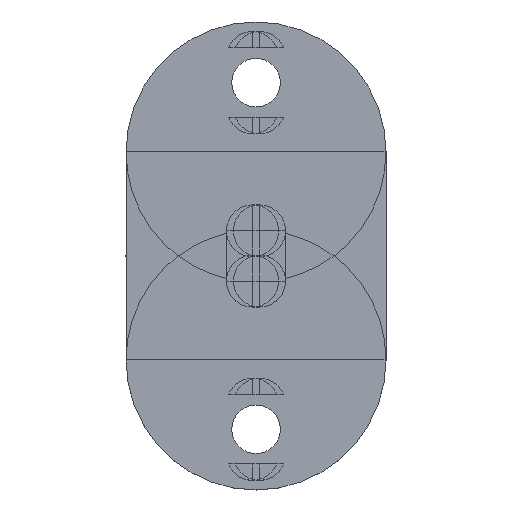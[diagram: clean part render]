
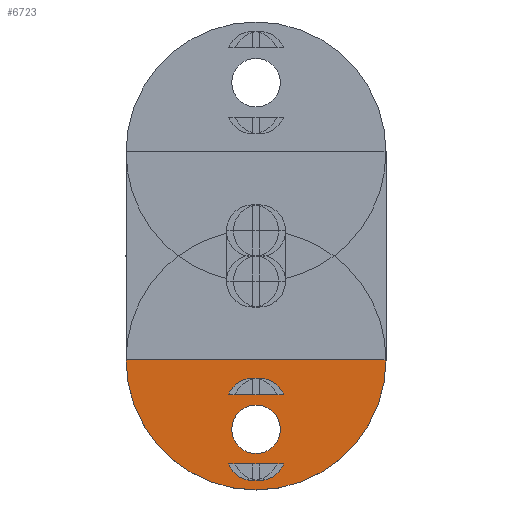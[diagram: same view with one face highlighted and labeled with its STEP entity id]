
A CAD part, top view. The second image highlights one B-rep face of the part: STEP entity #6723.
In plain terms, the highlighted planar face has unit normal (0, 0, 1).
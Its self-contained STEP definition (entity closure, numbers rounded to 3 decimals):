
#4097 = VERTEX_POINT('',#4098);
#4098 = CARTESIAN_POINT('',(-15.,-12.,110.));
#4299 = VERTEX_POINT('',#4300);
#4300 = CARTESIAN_POINT('',(15.,-12.,110.));
#6126 = EDGE_CURVE('',#4097,#4299,#6127,.T.);
#6127 = CIRCLE('',#6128,15.);
#6128 = AXIS2_PLACEMENT_3D('',#6129,#6130,#6131);
#6129 = CARTESIAN_POINT('',(0.,-12.,110.));
#6130 = DIRECTION('',(0.,-0.,1.));
#6131 = DIRECTION('',(0.,1.,0.));
#6703 = VERTEX_POINT('',#6704);
#6704 = CARTESIAN_POINT('',(0.,-17.2,110.));
#6710 = EDGE_CURVE('',#6703,#6703,#6711,.T.);
#6711 = CIRCLE('',#6712,2.8);
#6712 = AXIS2_PLACEMENT_3D('',#6713,#6714,#6715);
#6713 = CARTESIAN_POINT('',(0.,-20.,110.));
#6714 = DIRECTION('',(0.,-0.,1.));
#6715 = DIRECTION('',(0.,1.,0.));
#6723 = ADVANCED_FACE('',(#6724,#6733,#6736,#6804),#6872,.T.);
#6724 = FACE_BOUND('',#6725,.T.);
#6725 = EDGE_LOOP('',(#6726,#6732));
#6726 = ORIENTED_EDGE('',*,*,#6727,.T.);
#6727 = EDGE_CURVE('',#4299,#4097,#6728,.T.);
#6728 = LINE('',#6729,#6730);
#6729 = CARTESIAN_POINT('',(15.,-12.,110.));
#6730 = VECTOR('',#6731,1.);
#6731 = DIRECTION('',(-1.,0.,0.));
#6732 = ORIENTED_EDGE('',*,*,#6126,.T.);
#6733 = FACE_BOUND('',#6734,.T.);
#6734 = EDGE_LOOP('',(#6735));
#6735 = ORIENTED_EDGE('',*,*,#6710,.F.);
#6736 = FACE_BOUND('',#6737,.T.);
#6737 = EDGE_LOOP('',(#6738,#6749,#6757,#6765,#6773,#6781,#6789,#6798));
#6738 = ORIENTED_EDGE('',*,*,#6739,.F.);
#6739 = EDGE_CURVE('',#6740,#6742,#6744,.T.);
#6740 = VERTEX_POINT('',#6741);
#6741 = CARTESIAN_POINT('',(-3.191,-24.,110.));
#6742 = VERTEX_POINT('',#6743);
#6743 = CARTESIAN_POINT('',(-0.4,-25.9,110.));
#6744 = CIRCLE('',#6745,3.);
#6745 = AXIS2_PLACEMENT_3D('',#6746,#6747,#6748);
#6746 = CARTESIAN_POINT('',(-0.4,-22.9,110.));
#6747 = DIRECTION('',(0.,-0.,1.));
#6748 = DIRECTION('',(0.,1.,0.));
#6749 = ORIENTED_EDGE('',*,*,#6750,.F.);
#6750 = EDGE_CURVE('',#6751,#6740,#6753,.T.);
#6751 = VERTEX_POINT('',#6752);
#6752 = CARTESIAN_POINT('',(-2.391,-24.,110.));
#6753 = LINE('',#6754,#6755);
#6754 = CARTESIAN_POINT('',(4.,-24.,110.));
#6755 = VECTOR('',#6756,1.);
#6756 = DIRECTION('',(-1.,0.,0.));
#6757 = ORIENTED_EDGE('',*,*,#6758,.F.);
#6758 = EDGE_CURVE('',#6759,#6751,#6761,.T.);
#6759 = VERTEX_POINT('',#6760);
#6760 = CARTESIAN_POINT('',(-0.4,-24.,110.));
#6761 = LINE('',#6762,#6763);
#6762 = CARTESIAN_POINT('',(4.,-24.,110.));
#6763 = VECTOR('',#6764,1.);
#6764 = DIRECTION('',(-1.,0.,0.));
#6765 = ORIENTED_EDGE('',*,*,#6766,.F.);
#6766 = EDGE_CURVE('',#6767,#6759,#6769,.T.);
#6767 = VERTEX_POINT('',#6768);
#6768 = CARTESIAN_POINT('',(0.4,-24.,110.));
#6769 = LINE('',#6770,#6771);
#6770 = CARTESIAN_POINT('',(4.,-24.,110.));
#6771 = VECTOR('',#6772,1.);
#6772 = DIRECTION('',(-1.,0.,0.));
#6773 = ORIENTED_EDGE('',*,*,#6774,.F.);
#6774 = EDGE_CURVE('',#6775,#6767,#6777,.T.);
#6775 = VERTEX_POINT('',#6776);
#6776 = CARTESIAN_POINT('',(2.391,-24.,110.));
#6777 = LINE('',#6778,#6779);
#6778 = CARTESIAN_POINT('',(4.,-24.,110.));
#6779 = VECTOR('',#6780,1.);
#6780 = DIRECTION('',(-1.,0.,0.));
#6781 = ORIENTED_EDGE('',*,*,#6782,.F.);
#6782 = EDGE_CURVE('',#6783,#6775,#6785,.T.);
#6783 = VERTEX_POINT('',#6784);
#6784 = CARTESIAN_POINT('',(3.191,-24.,110.));
#6785 = LINE('',#6786,#6787);
#6786 = CARTESIAN_POINT('',(4.,-24.,110.));
#6787 = VECTOR('',#6788,1.);
#6788 = DIRECTION('',(-1.,0.,0.));
#6789 = ORIENTED_EDGE('',*,*,#6790,.F.);
#6790 = EDGE_CURVE('',#6791,#6783,#6793,.T.);
#6791 = VERTEX_POINT('',#6792);
#6792 = CARTESIAN_POINT('',(0.4,-25.9,110.));
#6793 = CIRCLE('',#6794,3.);
#6794 = AXIS2_PLACEMENT_3D('',#6795,#6796,#6797);
#6795 = CARTESIAN_POINT('',(0.4,-22.9,110.));
#6796 = DIRECTION('',(0.,-0.,1.));
#6797 = DIRECTION('',(0.,1.,0.));
#6798 = ORIENTED_EDGE('',*,*,#6799,.T.);
#6799 = EDGE_CURVE('',#6791,#6742,#6800,.T.);
#6800 = LINE('',#6801,#6802);
#6801 = CARTESIAN_POINT('',(0.4,-25.9,110.));
#6802 = VECTOR('',#6803,1.);
#6803 = DIRECTION('',(-1.,0.,0.));
#6804 = FACE_BOUND('',#6805,.T.);
#6805 = EDGE_LOOP('',(#6806,#6817,#6825,#6834,#6842,#6850,#6858,#6866));
#6806 = ORIENTED_EDGE('',*,*,#6807,.F.);
#6807 = EDGE_CURVE('',#6808,#6810,#6812,.T.);
#6808 = VERTEX_POINT('',#6809);
#6809 = CARTESIAN_POINT('',(-0.4,-14.1,110.));
#6810 = VERTEX_POINT('',#6811);
#6811 = CARTESIAN_POINT('',(-3.191,-16.,110.));
#6812 = CIRCLE('',#6813,3.);
#6813 = AXIS2_PLACEMENT_3D('',#6814,#6815,#6816);
#6814 = CARTESIAN_POINT('',(-0.4,-17.1,110.));
#6815 = DIRECTION('',(0.,-0.,1.));
#6816 = DIRECTION('',(0.,1.,0.));
#6817 = ORIENTED_EDGE('',*,*,#6818,.F.);
#6818 = EDGE_CURVE('',#6819,#6808,#6821,.T.);
#6819 = VERTEX_POINT('',#6820);
#6820 = CARTESIAN_POINT('',(0.4,-14.1,110.));
#6821 = LINE('',#6822,#6823);
#6822 = CARTESIAN_POINT('',(0.4,-14.1,110.));
#6823 = VECTOR('',#6824,1.);
#6824 = DIRECTION('',(-1.,0.,0.));
#6825 = ORIENTED_EDGE('',*,*,#6826,.F.);
#6826 = EDGE_CURVE('',#6827,#6819,#6829,.T.);
#6827 = VERTEX_POINT('',#6828);
#6828 = CARTESIAN_POINT('',(3.191,-16.,110.));
#6829 = CIRCLE('',#6830,3.);
#6830 = AXIS2_PLACEMENT_3D('',#6831,#6832,#6833);
#6831 = CARTESIAN_POINT('',(0.4,-17.1,110.));
#6832 = DIRECTION('',(0.,-0.,1.));
#6833 = DIRECTION('',(0.,1.,0.));
#6834 = ORIENTED_EDGE('',*,*,#6835,.T.);
#6835 = EDGE_CURVE('',#6827,#6836,#6838,.T.);
#6836 = VERTEX_POINT('',#6837);
#6837 = CARTESIAN_POINT('',(2.391,-16.,110.));
#6838 = LINE('',#6839,#6840);
#6839 = CARTESIAN_POINT('',(4.,-16.,110.));
#6840 = VECTOR('',#6841,1.);
#6841 = DIRECTION('',(-1.,0.,0.));
#6842 = ORIENTED_EDGE('',*,*,#6843,.T.);
#6843 = EDGE_CURVE('',#6836,#6844,#6846,.T.);
#6844 = VERTEX_POINT('',#6845);
#6845 = CARTESIAN_POINT('',(0.4,-16.,110.));
#6846 = LINE('',#6847,#6848);
#6847 = CARTESIAN_POINT('',(4.,-16.,110.));
#6848 = VECTOR('',#6849,1.);
#6849 = DIRECTION('',(-1.,0.,0.));
#6850 = ORIENTED_EDGE('',*,*,#6851,.T.);
#6851 = EDGE_CURVE('',#6844,#6852,#6854,.T.);
#6852 = VERTEX_POINT('',#6853);
#6853 = CARTESIAN_POINT('',(-0.4,-16.,110.));
#6854 = LINE('',#6855,#6856);
#6855 = CARTESIAN_POINT('',(4.,-16.,110.));
#6856 = VECTOR('',#6857,1.);
#6857 = DIRECTION('',(-1.,0.,0.));
#6858 = ORIENTED_EDGE('',*,*,#6859,.T.);
#6859 = EDGE_CURVE('',#6852,#6860,#6862,.T.);
#6860 = VERTEX_POINT('',#6861);
#6861 = CARTESIAN_POINT('',(-2.391,-16.,110.));
#6862 = LINE('',#6863,#6864);
#6863 = CARTESIAN_POINT('',(4.,-16.,110.));
#6864 = VECTOR('',#6865,1.);
#6865 = DIRECTION('',(-1.,0.,0.));
#6866 = ORIENTED_EDGE('',*,*,#6867,.T.);
#6867 = EDGE_CURVE('',#6860,#6810,#6868,.T.);
#6868 = LINE('',#6869,#6870);
#6869 = CARTESIAN_POINT('',(4.,-16.,110.));
#6870 = VECTOR('',#6871,1.);
#6871 = DIRECTION('',(-1.,0.,0.));
#6872 = PLANE('',#6873);
#6873 = AXIS2_PLACEMENT_3D('',#6874,#6875,#6876);
#6874 = CARTESIAN_POINT('',(0.,-12.,110.));
#6875 = DIRECTION('',(0.,0.,1.));
#6876 = DIRECTION('',(0.,1.,0.));
